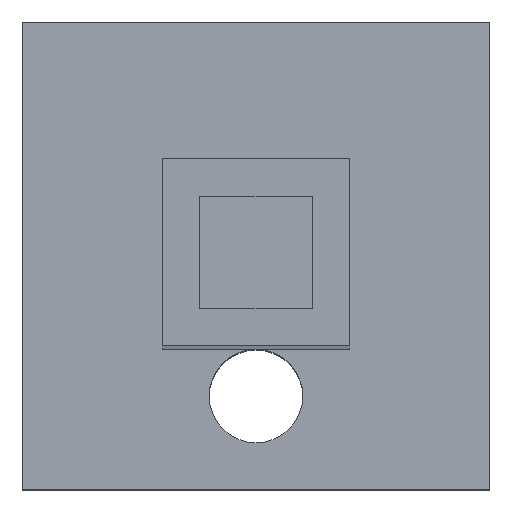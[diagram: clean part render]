
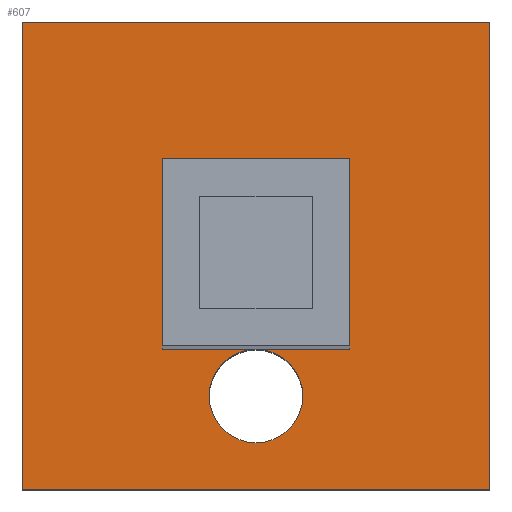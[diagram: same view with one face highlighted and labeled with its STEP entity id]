
A CAD part, top view. The second image highlights one B-rep face of the part: STEP entity #607.
In plain terms, the highlighted planar face has unit normal (0, 0, 1).
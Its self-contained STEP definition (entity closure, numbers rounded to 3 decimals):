
#14=FACE_BOUND('',#91,.T.);
#24=CIRCLE('',#660,2.5);
#25=CIRCLE('',#661,2.5);
#56=FACE_OUTER_BOUND('',#90,.T.);
#90=EDGE_LOOP('',(#514,#515,#516,#517));
#91=EDGE_LOOP('',(#518,#519,#520,#521,#522,#523,#524));
#149=LINE('',#938,#225);
#153=LINE('',#946,#229);
#156=LINE('',#952,#232);
#159=LINE('',#957,#235);
#160=LINE('',#959,#236);
#162=LINE('',#965,#238);
#163=LINE('',#967,#239);
#164=LINE('',#969,#240);
#165=LINE('',#970,#241);
#225=VECTOR('',#773,10.);
#229=VECTOR('',#779,10.);
#232=VECTOR('',#784,10.);
#235=VECTOR('',#787,10.);
#236=VECTOR('',#790,10.);
#238=VECTOR('',#796,10.);
#239=VECTOR('',#797,10.);
#240=VECTOR('',#798,10.);
#241=VECTOR('',#799,10.);
#283=VERTEX_POINT('',#936);
#284=VERTEX_POINT('',#937);
#287=VERTEX_POINT('',#945);
#289=VERTEX_POINT('',#951);
#291=VERTEX_POINT('',#955);
#292=VERTEX_POINT('',#963);
#293=VERTEX_POINT('',#964);
#294=VERTEX_POINT('',#966);
#295=VERTEX_POINT('',#968);
#296=VERTEX_POINT('',#971);
#356=EDGE_CURVE('',#283,#284,#149,.T.);
#360=EDGE_CURVE('',#284,#287,#153,.T.);
#363=EDGE_CURVE('',#287,#289,#156,.T.);
#366=EDGE_CURVE('',#289,#291,#159,.T.);
#367=EDGE_CURVE('',#291,#283,#160,.T.);
#369=EDGE_CURVE('',#292,#293,#162,.T.);
#370=EDGE_CURVE('',#293,#294,#163,.T.);
#371=EDGE_CURVE('',#294,#295,#164,.T.);
#372=EDGE_CURVE('',#295,#292,#165,.T.);
#373=EDGE_CURVE('',#289,#296,#24,.T.);
#374=EDGE_CURVE('',#296,#289,#25,.T.);
#514=ORIENTED_EDGE('',*,*,#369,.T.);
#515=ORIENTED_EDGE('',*,*,#370,.T.);
#516=ORIENTED_EDGE('',*,*,#371,.T.);
#517=ORIENTED_EDGE('',*,*,#372,.T.);
#518=ORIENTED_EDGE('',*,*,#373,.T.);
#519=ORIENTED_EDGE('',*,*,#374,.T.);
#520=ORIENTED_EDGE('',*,*,#366,.T.);
#521=ORIENTED_EDGE('',*,*,#367,.T.);
#522=ORIENTED_EDGE('',*,*,#356,.T.);
#523=ORIENTED_EDGE('',*,*,#360,.T.);
#524=ORIENTED_EDGE('',*,*,#363,.T.);
#575=PLANE('',#659);
#607=ADVANCED_FACE('',(#56,#14),#575,.T.);
#659=AXIS2_PLACEMENT_3D('',#962,#794,#795);
#660=AXIS2_PLACEMENT_3D('',#972,#800,#801);
#661=AXIS2_PLACEMENT_3D('',#973,#802,#803);
#773=DIRECTION('',(1.,0.,0.));
#779=DIRECTION('',(0.,-1.,0.));
#784=DIRECTION('',(-1.,0.,0.));
#787=DIRECTION('',(-1.,0.,0.));
#790=DIRECTION('',(0.,1.,0.));
#794=DIRECTION('center_axis',(0.,0.,1.));
#795=DIRECTION('ref_axis',(1.,0.,0.));
#796=DIRECTION('',(0.,1.,0.));
#797=DIRECTION('',(-1.,0.,0.));
#798=DIRECTION('',(0.,-1.,0.));
#799=DIRECTION('',(1.,0.,0.));
#800=DIRECTION('center_axis',(0.,0.,-1.));
#801=DIRECTION('ref_axis',(1.,0.,0.));
#802=DIRECTION('center_axis',(0.,0.,-1.));
#803=DIRECTION('ref_axis',(1.,0.,0.));
#936=CARTESIAN_POINT('',(-5.,5.,17.));
#937=CARTESIAN_POINT('',(5.,5.,17.));
#938=CARTESIAN_POINT('',(2.5,5.,17.));
#945=CARTESIAN_POINT('',(5.,-5.,17.));
#946=CARTESIAN_POINT('',(5.,-2.5,17.));
#951=CARTESIAN_POINT('',(0.,-5.,17.));
#952=CARTESIAN_POINT('',(-2.5,-5.,17.));
#955=CARTESIAN_POINT('',(-5.,-5.,17.));
#957=CARTESIAN_POINT('',(-2.5,-5.,17.));
#959=CARTESIAN_POINT('',(-5.,2.5,17.));
#962=CARTESIAN_POINT('Origin',(0.,0.,17.));
#963=CARTESIAN_POINT('',(12.5,-12.5,17.));
#964=CARTESIAN_POINT('',(12.5,12.5,17.));
#965=CARTESIAN_POINT('',(12.5,-6.25,17.));
#966=CARTESIAN_POINT('',(-12.5,12.5,17.));
#967=CARTESIAN_POINT('',(6.25,12.5,17.));
#968=CARTESIAN_POINT('',(-12.5,-12.5,17.));
#969=CARTESIAN_POINT('',(-12.5,6.25,17.));
#970=CARTESIAN_POINT('',(-6.25,-12.5,17.));
#971=CARTESIAN_POINT('',(-2.5,-7.5,17.));
#972=CARTESIAN_POINT('Origin',(0.,-7.5,17.));
#973=CARTESIAN_POINT('Origin',(0.,-7.5,17.));
